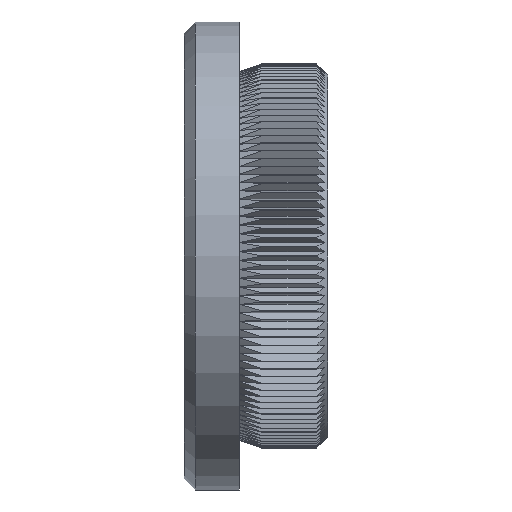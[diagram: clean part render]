
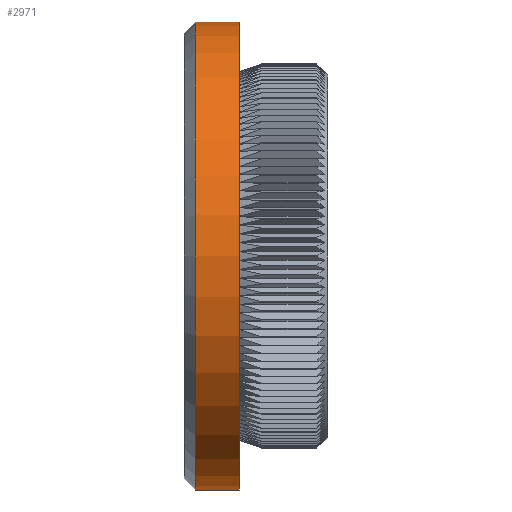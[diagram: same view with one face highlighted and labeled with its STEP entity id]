
A CAD part, left-side view. The second image highlights one B-rep face of the part: STEP entity #2971.
In plain terms, the highlighted cylindrical face has radius 21.2 mm (diameter 42.4 mm), a partial arc.
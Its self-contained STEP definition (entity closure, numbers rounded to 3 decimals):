
#2971 = ADVANCED_FACE ( 'NONE', ( #18126 ), #12327, .T. ) ;
#4499 = DIRECTION ( 'NONE',  ( 0., -1., 0. ) ) ;
#4944 = VERTEX_POINT ( 'NONE', #9966 ) ;
#6000 = LINE ( 'NONE', #10589, #23113 ) ;
#6284 = DIRECTION ( 'NONE',  ( 0., -1., 0. ) ) ;
#7830 = AXIS2_PLACEMENT_3D ( 'NONE', #17158, #17260, #24099 ) ;
#8100 = VERTEX_POINT ( 'NONE', #15687 ) ;
#8190 = CARTESIAN_POINT ( 'NONE',  ( 0., 12., 21.2 ) ) ;
#8312 = VERTEX_POINT ( 'NONE', #11516 ) ;
#8597 = DIRECTION ( 'NONE',  ( 0., 0., -1. ) ) ;
#9966 = CARTESIAN_POINT ( 'NONE',  ( 0., 12., -21.2 ) ) ;
#10589 = CARTESIAN_POINT ( 'NONE',  ( 0., 0., -21.2 ) ) ;
#11261 = ORIENTED_EDGE ( 'NONE', *, *, #22657, .T. ) ;
#11516 = CARTESIAN_POINT ( 'NONE',  ( 0., 8., 21.2 ) ) ;
#12265 = ORIENTED_EDGE ( 'NONE', *, *, #18435, .F. ) ;
#12327 = CYLINDRICAL_SURFACE ( 'NONE', #21521, 21.2 ) ;
#12640 = AXIS2_PLACEMENT_3D ( 'NONE', #15451, #22485, #13217 ) ;
#12922 = DIRECTION ( 'NONE',  ( 0., -1., 0. ) ) ;
#13217 = DIRECTION ( 'NONE',  ( 0., 0., -1. ) ) ;
#14016 = VERTEX_POINT ( 'NONE', #8190 ) ;
#14591 = ORIENTED_EDGE ( 'NONE', *, *, #17906, .F. ) ;
#14660 = EDGE_CURVE ( 'NONE', #4944, #8100, #6000, .T. ) ;
#15451 = CARTESIAN_POINT ( 'NONE',  ( 0., 8., 0. ) ) ;
#15687 = CARTESIAN_POINT ( 'NONE',  ( 0., 8., -21.2 ) ) ;
#17137 = LINE ( 'NONE', #27708, #23356 ) ;
#17158 = CARTESIAN_POINT ( 'NONE',  ( 0., 12., 0. ) ) ;
#17260 = DIRECTION ( 'NONE',  ( 0., -1., 0. ) ) ;
#17906 = EDGE_CURVE ( 'NONE', #8312, #8100, #21481, .T. ) ;
#18126 = FACE_OUTER_BOUND ( 'NONE', #22528, .T. ) ;
#18426 = ORIENTED_EDGE ( 'NONE', *, *, #14660, .T. ) ;
#18435 = EDGE_CURVE ( 'NONE', #14016, #8312, #17137, .T. ) ;
#21481 = CIRCLE ( 'NONE', #12640, 21.2 ) ;
#21521 = AXIS2_PLACEMENT_3D ( 'NONE', #24592, #6284, #8597 ) ;
#22485 = DIRECTION ( 'NONE',  ( 0., -1., 0. ) ) ;
#22528 = EDGE_LOOP ( 'NONE', ( #12265, #11261, #18426, #14591 ) ) ;
#22657 = EDGE_CURVE ( 'NONE', #14016, #4944, #24677, .T. ) ;
#23113 = VECTOR ( 'NONE', #12922, 1000. ) ;
#23356 = VECTOR ( 'NONE', #4499, 1000. ) ;
#24099 = DIRECTION ( 'NONE',  ( 0., 0., 1. ) ) ;
#24592 = CARTESIAN_POINT ( 'NONE',  ( 0., 0., 0. ) ) ;
#24677 = CIRCLE ( 'NONE', #7830, 21.2 ) ;
#27708 = CARTESIAN_POINT ( 'NONE',  ( 0., 0., 21.2 ) ) ;
